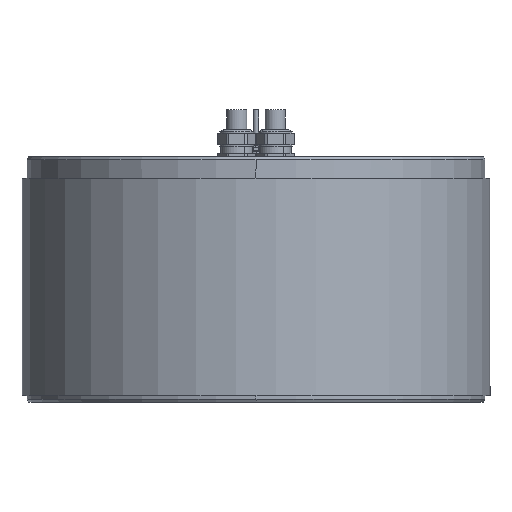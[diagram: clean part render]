
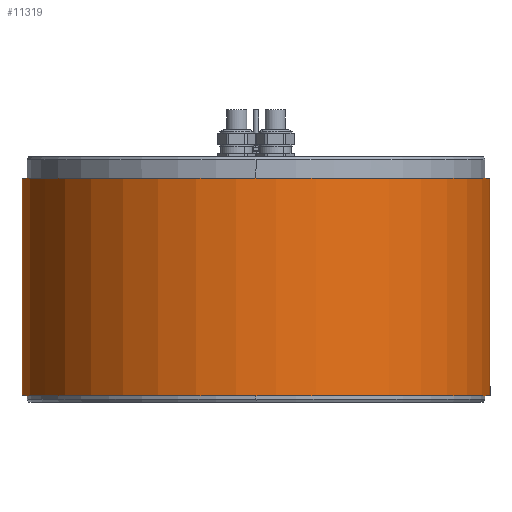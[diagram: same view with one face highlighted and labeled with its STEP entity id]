
A CAD part, front view. The second image highlights one B-rep face of the part: STEP entity #11319.
In plain terms, the highlighted cylindrical face has radius 248.5 mm (diameter 497 mm), a partial arc.
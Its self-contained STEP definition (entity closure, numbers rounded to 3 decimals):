
#1816=CARTESIAN_POINT('',(0.,0.,-22.6));
#1817=DIRECTION('',(0.,0.,1.));
#1818=DIRECTION('',(-0.119,0.993,0.));
#1819=AXIS2_PLACEMENT_3D('',#1816,#1817,#1818);
#1821=DIRECTION('',(0.,0.,1.));
#1822=VECTOR('',#1821,230.8);
#1823=CARTESIAN_POINT('',(29.5,246.743,-253.4));
#1824=LINE('',#1823,#1822);
#1825=CARTESIAN_POINT('',(0.,0.,-253.4));
#1826=DIRECTION('',(0.,0.,-1.));
#1827=DIRECTION('',(0.119,0.993,0.));
#1828=AXIS2_PLACEMENT_3D('',#1825,#1826,#1827);
#1830=DIRECTION('',(0.,0.,1.));
#1831=VECTOR('',#1830,230.8);
#1832=CARTESIAN_POINT('',(-29.5,246.743,-253.4));
#1833=LINE('',#1832,#1831);
#7237=CARTESIAN_POINT('',(-29.5,246.743,-253.4));
#7238=CARTESIAN_POINT('',(29.5,246.743,-253.4));
#7239=VERTEX_POINT('',#7237);
#7240=VERTEX_POINT('',#7238);
#7241=CARTESIAN_POINT('',(-29.5,246.743,-22.6));
#7242=CARTESIAN_POINT('',(29.5,246.743,-22.6));
#7243=VERTEX_POINT('',#7241);
#7244=VERTEX_POINT('',#7242);
#11307=CARTESIAN_POINT('',(0.,0.,-11.06));
#11308=DIRECTION('',(0.,0.,-1.));
#11309=DIRECTION('',(1.,0.,0.));
#11310=AXIS2_PLACEMENT_3D('',#11307,#11308,#11309);
#11311=CYLINDRICAL_SURFACE('',#11310,248.5);
#11313=ORIENTED_EDGE('',*,*,#11312,.T.);
#11314=ORIENTED_EDGE('',*,*,#11272,.F.);
#11315=ORIENTED_EDGE('',*,*,#11296,.T.);
#11316=ORIENTED_EDGE('',*,*,#11276,.T.);
#11317=EDGE_LOOP('',(#11313,#11314,#11315,#11316));
#11318=FACE_OUTER_BOUND('',#11317,.F.);
#11319=ADVANCED_FACE('',(#11318),#11311,.T.);
#1820=CIRCLE('',#1819,248.5);
#1829=CIRCLE('',#1828,248.5);
#11272=EDGE_CURVE('',#7240,#7244,#1824,.T.);
#11276=EDGE_CURVE('',#7239,#7243,#1833,.T.);
#11296=EDGE_CURVE('',#7240,#7239,#1829,.T.);
#11312=EDGE_CURVE('',#7243,#7244,#1820,.T.);
